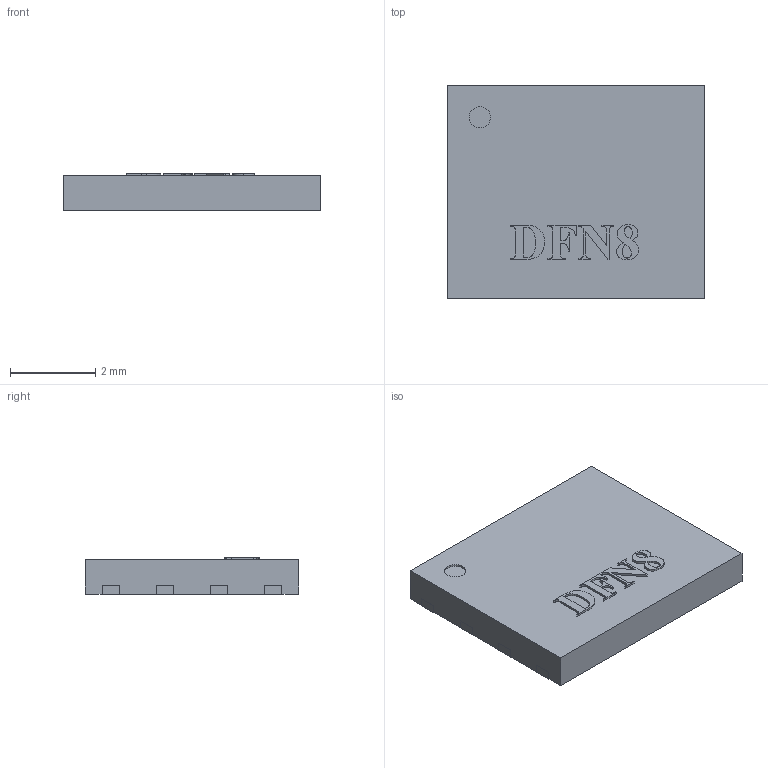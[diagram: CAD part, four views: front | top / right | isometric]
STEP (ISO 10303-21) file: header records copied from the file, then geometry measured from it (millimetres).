
FILE_DESCRIPTION (( 'STEP AP214' ), '1' );
FILE_NAME ('DFN8_6x5.STEP', '2019-02-20T01:08:15', ( '' ), ( '' ), 'SwSTEP 2.0', 'SolidWorks 2019', '' );
FILE_SCHEMA (( 'AUTOMOTIVE_DESIGN' ));
Length unit declared in the file: millimetre
Products named in the file (1): DFN8_6x5
Bounding box: 6.01 x 5 x 0.85 mm (x, y, z)
Volume: 24.1 mm3; surface area: 78.8 mm2
Topology: 1 solids, 1 shells, 155 faces, 435 edges, 290 vertices
Faces by surface type: plane 106, bspline 47, cylinder 2
Entity records: 7038 total; most frequent: CARTESIAN_POINT 3200, ORIENTED_EDGE 870, DIRECTION 563, EDGE_CURVE 435, VECTOR 337, LINE 337, VERTEX_POINT 290, EDGE_LOOP 163
